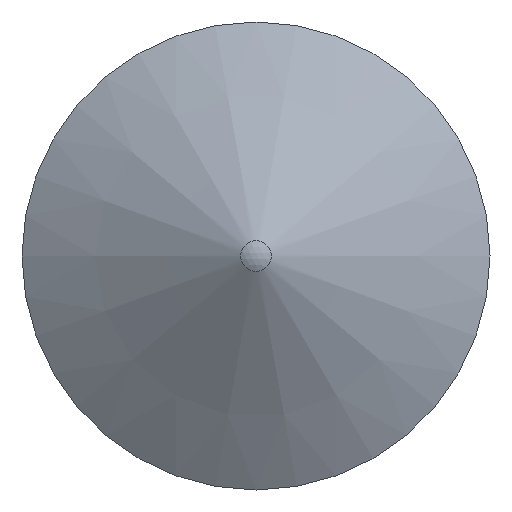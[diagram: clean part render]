
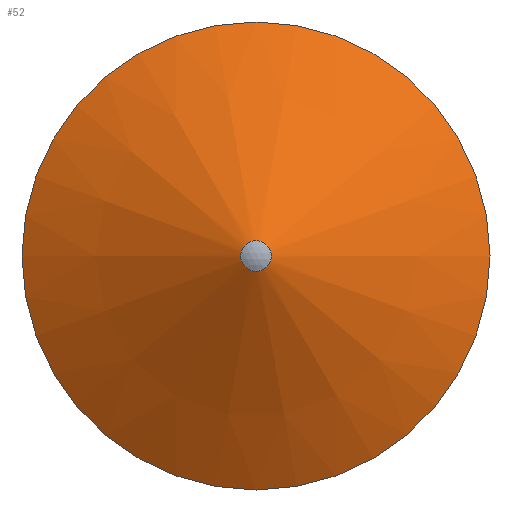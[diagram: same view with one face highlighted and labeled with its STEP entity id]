
A CAD part, front view. The second image highlights one B-rep face of the part: STEP entity #52.
In plain terms, the highlighted conical face has half-angle 60 degrees and reference radius 12.25 mm.
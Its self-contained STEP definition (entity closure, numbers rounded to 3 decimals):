
#18=FACE_OUTER_BOUND('',#22,.T.);
#22=EDGE_LOOP('',(#41,#42,#43,#44));
#26=LINE('',#109,#28);
#28=VECTOR('',#92,12.25);
#30=CIRCLE('',#80,23.);
#31=CIRCLE('',#81,1.5);
#33=VERTEX_POINT('',#106);
#34=VERTEX_POINT('',#108);
#36=EDGE_CURVE('',#33,#33,#30,.T.);
#37=EDGE_CURVE('',#33,#34,#26,.T.);
#38=EDGE_CURVE('',#34,#34,#31,.T.);
#41=ORIENTED_EDGE('',*,*,#36,.F.);
#42=ORIENTED_EDGE('',*,*,#37,.T.);
#43=ORIENTED_EDGE('',*,*,#38,.T.);
#44=ORIENTED_EDGE('',*,*,#37,.F.);
#51=CONICAL_SURFACE('',#79,12.25,1.047);
#52=ADVANCED_FACE('',(#18),#51,.T.);
#79=AXIS2_PLACEMENT_3D('',#105,#88,#89);
#80=AXIS2_PLACEMENT_3D('',#107,#90,#91);
#81=AXIS2_PLACEMENT_3D('',#110,#93,#94);
#88=DIRECTION('center_axis',(0.,1.,0.));
#89=DIRECTION('ref_axis',(1.,0.,0.));
#90=DIRECTION('center_axis',(0.,1.,0.));
#91=DIRECTION('ref_axis',(1.,0.,0.));
#92=DIRECTION('',(0.866,-0.5,0.));
#93=DIRECTION('center_axis',(0.,1.,0.));
#94=DIRECTION('ref_axis',(1.,0.,0.));
#105=CARTESIAN_POINT('Origin',(0.,7.073,0.));
#106=CARTESIAN_POINT('',(-23.,13.279,0.));
#107=CARTESIAN_POINT('Origin',(0.,13.279,0.));
#108=CARTESIAN_POINT('',(-1.5,0.866,0.));
#109=CARTESIAN_POINT('',(-12.25,7.073,0.));
#110=CARTESIAN_POINT('Origin',(0.,0.866,
0.));
